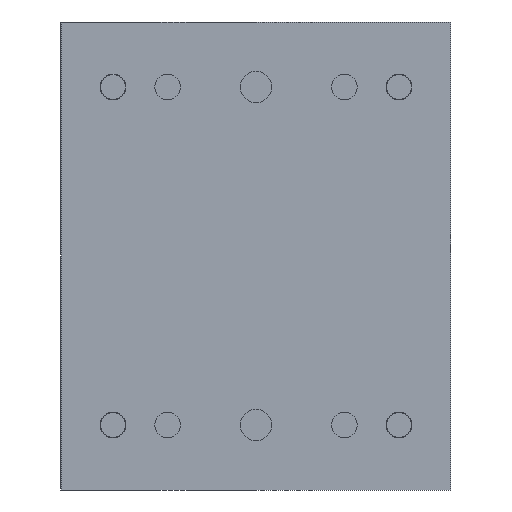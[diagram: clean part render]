
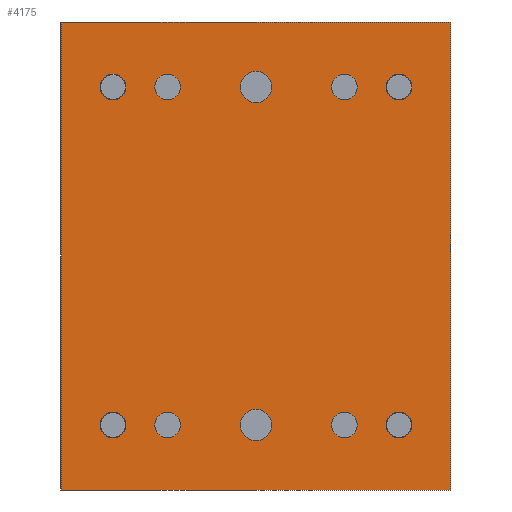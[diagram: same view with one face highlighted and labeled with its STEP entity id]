
A CAD part, front view. The second image highlights one B-rep face of the part: STEP entity #4175.
In plain terms, the highlighted planar face has unit normal (0, -1, 0).
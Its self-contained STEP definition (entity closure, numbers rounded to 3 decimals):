
#347=LINE('',#6362,#783);
#428=LINE('',#6536,#864);
#433=LINE('',#6545,#869);
#439=LINE('',#6552,#875);
#783=VECTOR('',#5229,10.);
#864=VECTOR('',#5386,10.);
#869=VECTOR('',#5397,10.);
#875=VECTOR('',#5405,10.);
#986=FACE_BOUND('',#1381,.T.);
#987=FACE_BOUND('',#1382,.T.);
#988=FACE_BOUND('',#1383,.T.);
#989=FACE_BOUND('',#1384,.T.);
#990=FACE_BOUND('',#1385,.T.);
#991=FACE_BOUND('',#1386,.T.);
#992=FACE_BOUND('',#1387,.T.);
#993=FACE_BOUND('',#1388,.T.);
#994=FACE_BOUND('',#1389,.T.);
#995=FACE_BOUND('',#1390,.T.);
#1154=FACE_OUTER_BOUND('',#1380,.T.);
#1380=EDGE_LOOP('',(#3380,#3381,#3382,#3383));
#1381=EDGE_LOOP('',(#3384));
#1382=EDGE_LOOP('',(#3385));
#1383=EDGE_LOOP('',(#3386));
#1384=EDGE_LOOP('',(#3387));
#1385=EDGE_LOOP('',(#3388));
#1386=EDGE_LOOP('',(#3389));
#1387=EDGE_LOOP('',(#3390));
#1388=EDGE_LOOP('',(#3391));
#1389=EDGE_LOOP('',(#3392));
#1390=EDGE_LOOP('',(#3393));
#1497=CIRCLE('',#4414,2.459);
#1500=CIRCLE('',#4418,2.459);
#1508=CIRCLE('',#4428,2.459);
#1511=CIRCLE('',#4432,2.459);
#1520=CIRCLE('',#4445,3.);
#1521=CIRCLE('',#4447,3.);
#1522=CIRCLE('',#4449,2.459);
#1523=CIRCLE('',#4451,2.459);
#1524=CIRCLE('',#4453,2.459);
#1525=CIRCLE('',#4455,2.459);
#1756=VERTEX_POINT('',#6257);
#1759=VERTEX_POINT('',#6265);
#1771=VERTEX_POINT('',#6292);
#1774=VERTEX_POINT('',#6300);
#1800=VERTEX_POINT('',#6359);
#1801=VERTEX_POINT('',#6361);
#1818=VERTEX_POINT('',#6397);
#1819=VERTEX_POINT('',#6401);
#1820=VERTEX_POINT('',#6405);
#1821=VERTEX_POINT('',#6409);
#1822=VERTEX_POINT('',#6413);
#1823=VERTEX_POINT('',#6417);
#1856=VERTEX_POINT('',#6535);
#1857=VERTEX_POINT('',#6544);
#2240=EDGE_CURVE('',#1756,#1756,#1497,.T.);
#2244=EDGE_CURVE('',#1759,#1759,#1500,.T.);
#2257=EDGE_CURVE('',#1771,#1771,#1508,.T.);
#2261=EDGE_CURVE('',#1774,#1774,#1511,.T.);
#2291=EDGE_CURVE('',#1801,#1800,#347,.T.);
#2310=EDGE_CURVE('',#1818,#1818,#1520,.T.);
#2312=EDGE_CURVE('',#1819,#1819,#1521,.T.);
#2314=EDGE_CURVE('',#1820,#1820,#1522,.T.);
#2316=EDGE_CURVE('',#1821,#1821,#1523,.T.);
#2318=EDGE_CURVE('',#1822,#1822,#1524,.T.);
#2320=EDGE_CURVE('',#1823,#1823,#1525,.T.);
#2378=EDGE_CURVE('',#1801,#1856,#428,.T.);
#2383=EDGE_CURVE('',#1857,#1856,#433,.T.);
#2389=EDGE_CURVE('',#1800,#1857,#439,.T.);
#3380=ORIENTED_EDGE('',*,*,#2383,.T.);
#3381=ORIENTED_EDGE('',*,*,#2378,.F.);
#3382=ORIENTED_EDGE('',*,*,#2291,.T.);
#3383=ORIENTED_EDGE('',*,*,#2389,.T.);
#3384=ORIENTED_EDGE('',*,*,#2310,.T.);
#3385=ORIENTED_EDGE('',*,*,#2312,.T.);
#3386=ORIENTED_EDGE('',*,*,#2314,.T.);
#3387=ORIENTED_EDGE('',*,*,#2316,.T.);
#3388=ORIENTED_EDGE('',*,*,#2318,.T.);
#3389=ORIENTED_EDGE('',*,*,#2320,.T.);
#3390=ORIENTED_EDGE('',*,*,#2257,.T.);
#3391=ORIENTED_EDGE('',*,*,#2244,.T.);
#3392=ORIENTED_EDGE('',*,*,#2240,.T.);
#3393=ORIENTED_EDGE('',*,*,#2261,.T.);
#3780=PLANE('',#4490);
#4175=ADVANCED_FACE('',(#1154,#986,#987,#988,#989,#990,#991,#992,#993,#994,
#995),#3780,.T.);
#4414=AXIS2_PLACEMENT_3D('',#6259,#5141,#5142);
#4418=AXIS2_PLACEMENT_3D('',#6267,#5150,#5151);
#4428=AXIS2_PLACEMENT_3D('',#6294,#5175,#5176);
#4432=AXIS2_PLACEMENT_3D('',#6302,#5184,#5185);
#4445=AXIS2_PLACEMENT_3D('',#6399,#5250,#5251);
#4447=AXIS2_PLACEMENT_3D('',#6403,#5255,#5256);
#4449=AXIS2_PLACEMENT_3D('',#6407,#5260,#5261);
#4451=AXIS2_PLACEMENT_3D('',#6411,#5265,#5266);
#4453=AXIS2_PLACEMENT_3D('',#6415,#5270,#5271);
#4455=AXIS2_PLACEMENT_3D('',#6419,#5275,#5276);
#4490=AXIS2_PLACEMENT_3D('',#6557,#5414,#5415);
#5141=DIRECTION('center_axis',(0.,1.,0.));
#5142=DIRECTION('ref_axis',(0.,0.,1.));
#5150=DIRECTION('center_axis',(0.,1.,0.));
#5151=DIRECTION('ref_axis',(0.,0.,1.));
#5175=DIRECTION('center_axis',(0.,1.,0.));
#5176=DIRECTION('ref_axis',(0.,0.,1.));
#5184=DIRECTION('center_axis',(0.,1.,0.));
#5185=DIRECTION('ref_axis',(0.,0.,1.));
#5229=DIRECTION('',(0.,0.,-1.));
#5250=DIRECTION('center_axis',(0.,1.,0.));
#5251=DIRECTION('ref_axis',(0.,0.,
-1.));
#5255=DIRECTION('center_axis',(0.,1.,0.));
#5256=DIRECTION('ref_axis',(0.,0.,
-1.));
#5260=DIRECTION('center_axis',(0.,1.,0.));
#5261=DIRECTION('ref_axis',(0.,0.,
-1.));
#5265=DIRECTION('center_axis',(0.,1.,0.));
#5266=DIRECTION('ref_axis',(0.,0.,
-1.));
#5270=DIRECTION('center_axis',(0.,1.,0.));
#5271=DIRECTION('ref_axis',(0.,0.,
-1.));
#5275=DIRECTION('center_axis',(0.,1.,0.));
#5276=DIRECTION('ref_axis',(0.,0.,
-1.));
#5386=DIRECTION('',(1.,0.,0.));
#5397=DIRECTION('',(0.,0.,1.));
#5405=DIRECTION('',(1.,0.,0.));
#5414=DIRECTION('center_axis',(0.,-1.,0.));
#5415=DIRECTION('ref_axis',(0.,0.,
-1.));
#6257=CARTESIAN_POINT('',(65.,-35.,30.042));
#6259=CARTESIAN_POINT('Origin',(65.,-35.,32.5));
#6265=CARTESIAN_POINT('',(65.,-35.,-34.959));
#6267=CARTESIAN_POINT('Origin',(65.,-35.,-32.5));
#6292=CARTESIAN_POINT('',(10.,-35.,-34.959));
#6294=CARTESIAN_POINT('Origin',(10.,-35.,-32.5));
#6300=CARTESIAN_POINT('',(10.,-35.,30.042));
#6302=CARTESIAN_POINT('Origin',(10.,-35.,32.5));
#6359=CARTESIAN_POINT('',(0.,-35.,-45.));
#6361=CARTESIAN_POINT('',(0.,-35.,45.));
#6362=CARTESIAN_POINT('',(0.,-35.,45.));
#6397=CARTESIAN_POINT('',(37.5,-35.,35.5));
#6399=CARTESIAN_POINT('Origin',(37.5,-35.,32.5));
#6401=CARTESIAN_POINT('',(37.5,-35.,-29.5));
#6403=CARTESIAN_POINT('Origin',(37.5,-35.,-32.5));
#6405=CARTESIAN_POINT('',(54.5,-35.,-30.042));
#6407=CARTESIAN_POINT('Origin',(54.5,-35.,-32.5));
#6409=CARTESIAN_POINT('',(20.5,-35.,34.959));
#6411=CARTESIAN_POINT('Origin',(20.5,-35.,32.5));
#6413=CARTESIAN_POINT('',(54.5,-35.,34.959));
#6415=CARTESIAN_POINT('Origin',(54.5,-35.,32.5));
#6417=CARTESIAN_POINT('',(20.5,-35.,-30.042));
#6419=CARTESIAN_POINT('Origin',(20.5,-35.,-32.5));
#6535=CARTESIAN_POINT('',(75.,-35.,45.));
#6536=CARTESIAN_POINT('',(0.,-35.,45.));
#6544=CARTESIAN_POINT('',(75.,-35.,-45.));
#6545=CARTESIAN_POINT('',(75.,-35.,45.));
#6552=CARTESIAN_POINT('',(0.,-35.,-45.));
#6557=CARTESIAN_POINT('Origin',(0.,-35.,-45.));
